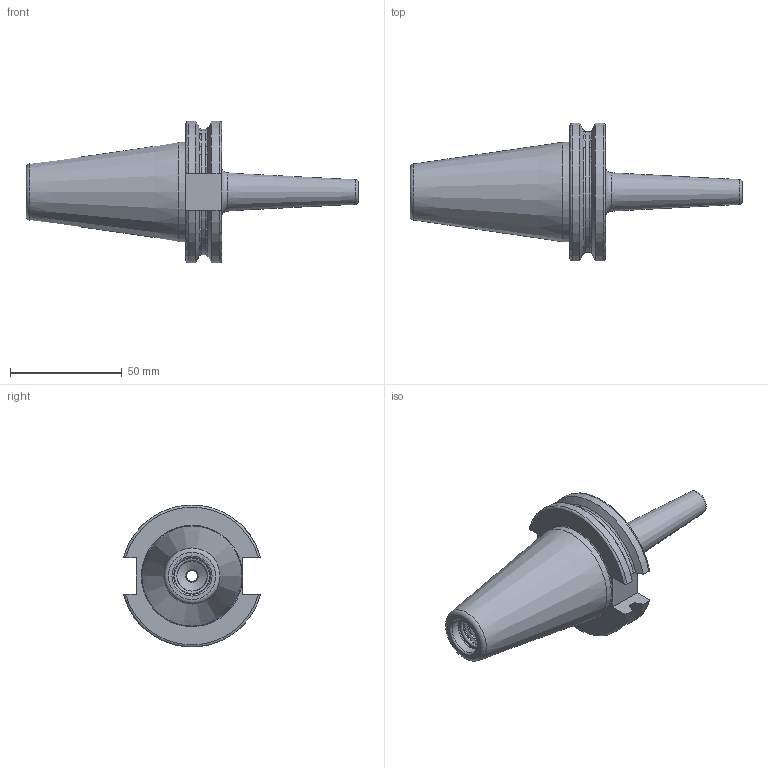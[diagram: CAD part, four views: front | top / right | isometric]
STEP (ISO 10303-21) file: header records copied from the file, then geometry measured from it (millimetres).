
FILE_DESCRIPTION(/* description */ (''),/* implementation_level */ '2;1');
FILE_NAME(/* name */ 'CAT40-SD018-080-SN v1.step',/* time_stamp */ '2022-08-25T10:06:48-05:00',/* author */ (''),/* organization */ (''),/* preprocessor_version */ 'ST-DEVELOPER v19',/* originating_system */ 'Autodesk Translation Framework v11.7.0.108',/* authorisation */ '');
FILE_SCHEMA (('AUTOMOTIVE_DESIGN { 1 0 10303 214 3 1 1 }'));
Length unit declared in the file: millimetre
Products named in the file (1): CAT40-SD018-080-SN
Bounding box: 148.25 x 61.4 x 63.31 mm (x, y, z)
Volume: 113738.7 mm3; surface area: 23489.6 mm2
Topology: 1 solids, 1 shells, 76 faces, 205 edges, 135 vertices
Faces by surface type: cylinder 34, torus 16, plane 15, cone 9, bspline 2
Full cylindrical faces by diameter (mm): 4.763 x1, 5.6 x1, 10 x1, 13.541 x10, 15.875 x9, 16.3 x1, 16.8 x1, 44.45 x1
Entity records: 5028 total; most frequent: CARTESIAN_POINT 3168, ORIENTED_EDGE 410, DIRECTION 353, EDGE_CURVE 205, AXIS2_PLACEMENT_3D 146, VERTEX_POINT 135, EDGE_LOOP 82, FACE_OUTER_BOUND 76
